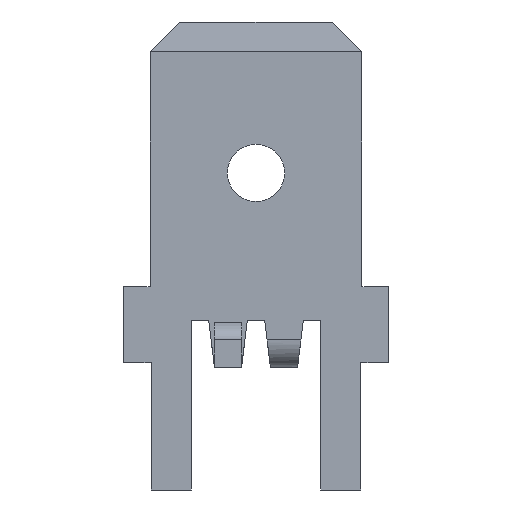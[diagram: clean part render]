
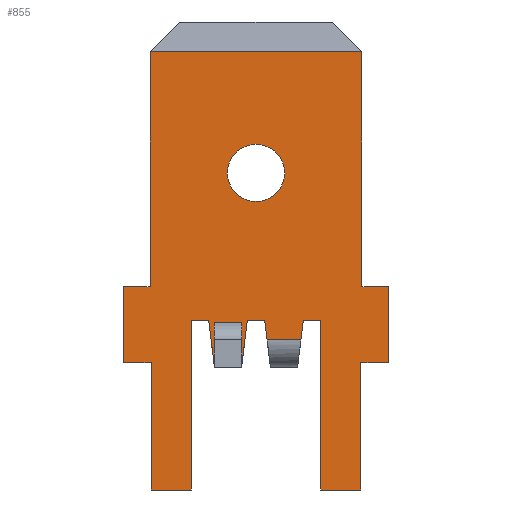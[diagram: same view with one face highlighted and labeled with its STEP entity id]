
A CAD part, front view. The second image highlights one B-rep face of the part: STEP entity #855.
In plain terms, the highlighted planar face has unit normal (0, -1, 0).
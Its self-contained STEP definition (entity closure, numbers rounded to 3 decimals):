
#134=CARTESIAN_POINT('',(0.,-0.4,-4.521));
#135=DIRECTION('',(0.,-1.,0.));
#136=DIRECTION('',(-1.,0.,0.));
#137=AXIS2_PLACEMENT_3D('',#134,#135,#136);
#139=CARTESIAN_POINT('',(0.,-0.4,-4.521));
#140=DIRECTION('',(0.,-1.,0.));
#141=DIRECTION('',(1.,0.,0.));
#142=AXIS2_PLACEMENT_3D('',#139,#140,#141);
#144=DIRECTION('',(-1.,0.,0.));
#145=VECTOR('',#144,6.35);
#146=CARTESIAN_POINT('',(3.175,-0.4,-0.889));
#147=LINE('',#146,#145);
#148=DIRECTION('',(0.,0.,-1.));
#149=VECTOR('',#148,7.036);
#150=CARTESIAN_POINT('',(3.175,-0.4,-0.889));
#151=LINE('',#150,#149);
#152=DIRECTION('',(1.,0.,0.));
#153=VECTOR('',#152,0.787);
#154=CARTESIAN_POINT('',(3.175,-0.4,-7.925));
#155=LINE('',#154,#153);
#156=DIRECTION('',(0.,0.,-1.));
#157=VECTOR('',#156,2.286);
#158=CARTESIAN_POINT('',(3.962,-0.4,-7.925));
#159=LINE('',#158,#157);
#160=DIRECTION('',(-1.,0.,0.));
#161=VECTOR('',#160,0.819);
#162=CARTESIAN_POINT('',(3.962,-0.4,-10.211));
#163=LINE('',#162,#161);
#164=DIRECTION('',(0.,0.,-1.));
#165=VECTOR('',#164,3.81);
#166=CARTESIAN_POINT('',(3.143,-0.4,-10.211));
#167=LINE('',#166,#165);
#168=DIRECTION('',(-1.,0.,0.));
#169=VECTOR('',#168,1.207);
#170=CARTESIAN_POINT('',(3.143,-0.4,-14.021));
#171=LINE('',#170,#169);
#172=DIRECTION('',(0.,0.,1.));
#173=VECTOR('',#172,5.08);
#174=CARTESIAN_POINT('',(1.937,-0.4,-14.021));
#175=LINE('',#174,#173);
#176=DIRECTION('',(-1.,0.,0.));
#177=VECTOR('',#176,0.521);
#178=CARTESIAN_POINT('',(1.937,-0.4,-8.941));
#179=LINE('',#178,#177);
#180=DIRECTION('',(0.122,0.,0.993));
#181=VECTOR('',#180,0.589);
#182=CARTESIAN_POINT('',(1.344,-0.4,-9.525));
#183=LINE('',#182,#181);
#184=DIRECTION('',(1.,0.,0.));
#185=VECTOR('',#184,1.012);
#186=CARTESIAN_POINT('',(0.332,-0.4,-9.525));
#187=LINE('',#186,#185);
#188=DIRECTION('',(0.122,0.,-0.993));
#189=VECTOR('',#188,0.589);
#190=CARTESIAN_POINT('',(0.26,-0.4,-8.941));
#191=LINE('',#190,#189);
#192=DIRECTION('',(1.,0.,0.));
#193=VECTOR('',#192,0.521);
#194=CARTESIAN_POINT('',(-0.26,-0.4,-8.941));
#195=LINE('',#194,#193);
#196=DIRECTION('',(0.122,0.,0.993));
#197=VECTOR('',#196,1.407);
#198=CARTESIAN_POINT('',(-0.432,-0.4,-10.338));
#199=LINE('',#198,#197);
#200=DIRECTION('',(-1.,0.,0.));
#201=VECTOR('',#200,0.813);
#202=CARTESIAN_POINT('',(-0.432,-0.4,-9.017));
#203=LINE('',#202,#201);
#204=DIRECTION('',(0.122,0.,-0.993));
#205=VECTOR('',#204,1.407);
#206=CARTESIAN_POINT('',(-1.416,-0.4,-8.941));
#207=LINE('',#206,#205);
#208=DIRECTION('',(1.,0.,0.));
#209=VECTOR('',#208,0.521);
#210=CARTESIAN_POINT('',(-1.937,-0.4,-8.941));
#211=LINE('',#210,#209);
#212=DIRECTION('',(0.,0.,-1.));
#213=VECTOR('',#212,5.08);
#214=CARTESIAN_POINT('',(-1.937,-0.4,-8.941));
#215=LINE('',#214,#213);
#216=DIRECTION('',(-1.,0.,0.));
#217=VECTOR('',#216,1.207);
#218=CARTESIAN_POINT('',(-1.937,-0.4,-14.021));
#219=LINE('',#218,#217);
#220=DIRECTION('',(0.,0.,1.));
#221=VECTOR('',#220,3.81);
#222=CARTESIAN_POINT('',(-3.143,-0.4,-14.021));
#223=LINE('',#222,#221);
#224=DIRECTION('',(-1.,0.,0.));
#225=VECTOR('',#224,0.819);
#226=CARTESIAN_POINT('',(-3.143,-0.4,-10.211));
#227=LINE('',#226,#225);
#228=DIRECTION('',(0.,0.,1.));
#229=VECTOR('',#228,2.286);
#230=CARTESIAN_POINT('',(-3.962,-0.4,-10.211));
#231=LINE('',#230,#229);
#232=DIRECTION('',(1.,0.,0.));
#233=VECTOR('',#232,0.787);
#234=CARTESIAN_POINT('',(-3.962,-0.4,-7.925));
#235=LINE('',#234,#233);
#236=DIRECTION('',(0.,0.,1.));
#237=VECTOR('',#236,7.036);
#238=CARTESIAN_POINT('',(-3.175,-0.4,-7.925));
#239=LINE('',#238,#237);
#419=CARTESIAN_POINT('',(-1.245,-0.4,-10.338));
#430=DIRECTION('',(0.,0.,1.));
#431=VECTOR('',#430,1.321);
#432=CARTESIAN_POINT('',(-1.245,-0.4,-10.338));
#433=LINE('',#432,#431);
#516=DIRECTION('',(0.,0.,-1.));
#517=VECTOR('',#516,1.321);
#518=CARTESIAN_POINT('',(-0.432,-0.4,-9.017));
#519=LINE('',#518,#517);
#561=CARTESIAN_POINT('',(1.344,-0.4,-9.525));
#613=CARTESIAN_POINT('',(0.332,-0.4,-9.525));
#623=CARTESIAN_POINT('',(-0.432,-0.4,-10.338));
#646=CARTESIAN_POINT('',(-0.857,-0.4,-4.521));
#647=CARTESIAN_POINT('',(0.857,-0.4,-4.521));
#648=VERTEX_POINT('',#646);
#649=VERTEX_POINT('',#647);
#650=CARTESIAN_POINT('',(-3.962,-0.4,-7.925));
#651=CARTESIAN_POINT('',(-3.175,-0.4,-7.925));
#652=VERTEX_POINT('',#650);
#653=VERTEX_POINT('',#651);
#654=CARTESIAN_POINT('',(-3.962,-0.4,-10.211));
#655=VERTEX_POINT('',#654);
#656=CARTESIAN_POINT('',(-3.143,-0.4,-10.211));
#657=VERTEX_POINT('',#656);
#658=CARTESIAN_POINT('',(-3.143,-0.4,-14.021));
#659=VERTEX_POINT('',#658);
#660=CARTESIAN_POINT('',(-1.937,-0.4,-14.021));
#661=VERTEX_POINT('',#660);
#662=CARTESIAN_POINT('',(-1.937,-0.4,-8.941));
#663=VERTEX_POINT('',#662);
#664=CARTESIAN_POINT('',(1.937,-0.4,-8.941));
#665=CARTESIAN_POINT('',(1.416,-0.4,-8.941));
#666=VERTEX_POINT('',#664);
#667=VERTEX_POINT('',#665);
#668=CARTESIAN_POINT('',(1.937,-0.4,-14.021));
#669=VERTEX_POINT('',#668);
#670=CARTESIAN_POINT('',(3.143,-0.4,-14.021));
#671=VERTEX_POINT('',#670);
#672=CARTESIAN_POINT('',(3.143,-0.4,-10.211));
#673=VERTEX_POINT('',#672);
#674=CARTESIAN_POINT('',(3.962,-0.4,-10.211));
#675=VERTEX_POINT('',#674);
#676=CARTESIAN_POINT('',(3.962,-0.4,-7.925));
#677=VERTEX_POINT('',#676);
#678=CARTESIAN_POINT('',(3.175,-0.4,-7.925));
#679=VERTEX_POINT('',#678);
#714=CARTESIAN_POINT('',(-1.416,-0.4,-8.941));
#715=VERTEX_POINT('',#714);
#716=CARTESIAN_POINT('',(-0.26,-0.4,-8.941));
#717=CARTESIAN_POINT('',(0.26,-0.4,-8.941));
#718=VERTEX_POINT('',#716);
#719=VERTEX_POINT('',#717);
#742=CARTESIAN_POINT('',(-0.432,-0.4,-9.017));
#743=CARTESIAN_POINT('',(-1.245,-0.4,-9.017));
#744=VERTEX_POINT('',#742);
#745=VERTEX_POINT('',#743);
#759=VERTEX_POINT('',#419);
#764=VERTEX_POINT('',#623);
#766=VERTEX_POINT('',#561);
#773=VERTEX_POINT('',#613);
#774=CARTESIAN_POINT('',(-3.175,-0.4,-0.889));
#776=VERTEX_POINT('',#774);
#780=CARTESIAN_POINT('',(3.175,-0.4,-0.889));
#781=VERTEX_POINT('',#780);
#790=CARTESIAN_POINT('',(0.,-0.4,0.));
#791=DIRECTION('',(0.,-1.,0.));
#792=DIRECTION('',(1.,0.,0.));
#793=AXIS2_PLACEMENT_3D('',#790,#791,#792);
#794=PLANE('',#793);
#796=ORIENTED_EDGE('',*,*,#795,.F.);
#798=ORIENTED_EDGE('',*,*,#797,.T.);
#800=ORIENTED_EDGE('',*,*,#799,.T.);
#802=ORIENTED_EDGE('',*,*,#801,.T.);
#804=ORIENTED_EDGE('',*,*,#803,.T.);
#806=ORIENTED_EDGE('',*,*,#805,.T.);
#808=ORIENTED_EDGE('',*,*,#807,.T.);
#810=ORIENTED_EDGE('',*,*,#809,.T.);
#812=ORIENTED_EDGE('',*,*,#811,.T.);
#814=ORIENTED_EDGE('',*,*,#813,.F.);
#816=ORIENTED_EDGE('',*,*,#815,.F.);
#818=ORIENTED_EDGE('',*,*,#817,.F.);
#820=ORIENTED_EDGE('',*,*,#819,.F.);
#822=ORIENTED_EDGE('',*,*,#821,.F.);
#824=ORIENTED_EDGE('',*,*,#823,.F.);
#826=ORIENTED_EDGE('',*,*,#825,.T.);
#828=ORIENTED_EDGE('',*,*,#827,.F.);
#830=ORIENTED_EDGE('',*,*,#829,.F.);
#832=ORIENTED_EDGE('',*,*,#831,.F.);
#834=ORIENTED_EDGE('',*,*,#833,.T.);
#836=ORIENTED_EDGE('',*,*,#835,.T.);
#838=ORIENTED_EDGE('',*,*,#837,.T.);
#840=ORIENTED_EDGE('',*,*,#839,.T.);
#842=ORIENTED_EDGE('',*,*,#841,.T.);
#844=ORIENTED_EDGE('',*,*,#843,.T.);
#846=ORIENTED_EDGE('',*,*,#845,.T.);
#847=EDGE_LOOP('',(#796,#798,#800,#802,#804,#806,#808,#810,#812,#814,#816,#818,
#820,#822,#824,#826,#828,#830,#832,#834,#836,#838,#840,#842,#844,#846));
#848=FACE_OUTER_BOUND('',#847,.F.);
#850=ORIENTED_EDGE('',*,*,#849,.T.);
#852=ORIENTED_EDGE('',*,*,#851,.T.);
#853=EDGE_LOOP('',(#850,#852));
#854=FACE_BOUND('',#853,.F.);
#138=CIRCLE('',#137,0.857);
#143=CIRCLE('',#142,0.857);
#795=EDGE_CURVE('',#781,#776,#147,.T.);
#797=EDGE_CURVE('',#781,#679,#151,.T.);
#799=EDGE_CURVE('',#679,#677,#155,.T.);
#801=EDGE_CURVE('',#677,#675,#159,.T.);
#803=EDGE_CURVE('',#675,#673,#163,.T.);
#805=EDGE_CURVE('',#673,#671,#167,.T.);
#807=EDGE_CURVE('',#671,#669,#171,.T.);
#809=EDGE_CURVE('',#669,#666,#175,.T.);
#811=EDGE_CURVE('',#666,#667,#179,.T.);
#813=EDGE_CURVE('',#766,#667,#183,.T.);
#815=EDGE_CURVE('',#773,#766,#187,.T.);
#817=EDGE_CURVE('',#719,#773,#191,.T.);
#819=EDGE_CURVE('',#718,#719,#195,.T.);
#821=EDGE_CURVE('',#764,#718,#199,.T.);
#823=EDGE_CURVE('',#744,#764,#519,.T.);
#825=EDGE_CURVE('',#744,#745,#203,.T.);
#827=EDGE_CURVE('',#759,#745,#433,.T.);
#829=EDGE_CURVE('',#715,#759,#207,.T.);
#831=EDGE_CURVE('',#663,#715,#211,.T.);
#833=EDGE_CURVE('',#663,#661,#215,.T.);
#835=EDGE_CURVE('',#661,#659,#219,.T.);
#837=EDGE_CURVE('',#659,#657,#223,.T.);
#839=EDGE_CURVE('',#657,#655,#227,.T.);
#841=EDGE_CURVE('',#655,#652,#231,.T.);
#843=EDGE_CURVE('',#652,#653,#235,.T.);
#845=EDGE_CURVE('',#653,#776,#239,.T.);
#849=EDGE_CURVE('',#648,#649,#138,.T.);
#851=EDGE_CURVE('',#649,#648,#143,.T.);
#855=ADVANCED_FACE('',(#848,#854),#794,.T.);
